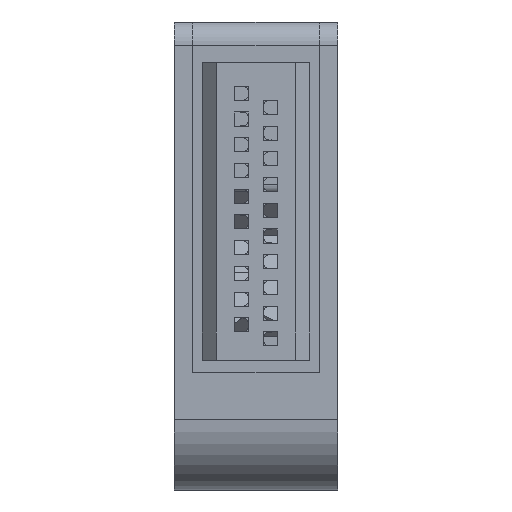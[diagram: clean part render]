
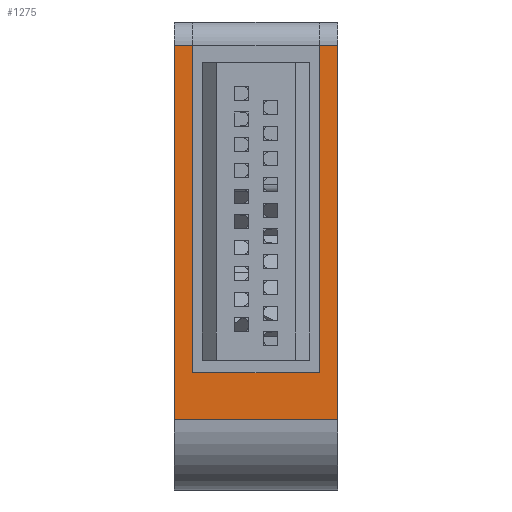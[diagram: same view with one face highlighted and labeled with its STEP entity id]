
A CAD part, left-side view. The second image highlights one B-rep face of the part: STEP entity #1275.
In plain terms, the highlighted planar face has unit normal (-1, 0, 0).
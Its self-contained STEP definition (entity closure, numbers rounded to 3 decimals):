
#53=DIRECTION('',(0.,0.,1.));
#54=VECTOR('',#53,8.);
#55=CARTESIAN_POINT('',(-5.,0.,-3.5));
#56=LINE('',#55,#54);
#90=DIRECTION('',(0.,0.,1.));
#91=VECTOR('',#90,8.);
#92=CARTESIAN_POINT('',(-5.,3.5,-3.5));
#93=LINE('',#92,#91);
#190=DIRECTION('',(0.,0.,1.));
#191=VECTOR('',#190,7.);
#192=CARTESIAN_POINT('',(-5.,0.4,-2.5));
#193=LINE('',#192,#191);
#194=DIRECTION('',(0.,1.,0.));
#195=VECTOR('',#194,0.4);
#196=CARTESIAN_POINT('',(-5.,0.,4.5));
#197=LINE('',#196,#195);
#198=DIRECTION('',(0.,0.,-1.));
#199=VECTOR('',#198,7.);
#200=CARTESIAN_POINT('',(-5.,3.1,4.5));
#201=LINE('',#200,#199);
#202=DIRECTION('',(0.,-1.,0.));
#203=VECTOR('',#202,2.7);
#204=CARTESIAN_POINT('',(-5.,3.1,-2.5));
#205=LINE('',#204,#203);
#206=DIRECTION('',(0.,-1.,0.));
#207=VECTOR('',#206,3.5);
#208=CARTESIAN_POINT('',(-5.,3.5,-3.5));
#209=LINE('',#208,#207);
#210=DIRECTION('',(0.,-1.,0.));
#211=VECTOR('',#210,0.4);
#212=CARTESIAN_POINT('',(-5.,3.5,4.5));
#213=LINE('',#212,#211);
#790=CARTESIAN_POINT('',(-5.,0.,-3.5));
#792=VERTEX_POINT('',#790);
#796=CARTESIAN_POINT('',(-5.,3.5,-3.5));
#797=VERTEX_POINT('',#796);
#934=CARTESIAN_POINT('',(-5.,3.5,4.5));
#936=VERTEX_POINT('',#934);
#939=CARTESIAN_POINT('',(-5.,0.,4.5));
#941=VERTEX_POINT('',#939);
#958=CARTESIAN_POINT('',(-5.,0.4,4.5));
#960=VERTEX_POINT('',#958);
#972=CARTESIAN_POINT('',(-5.,0.4,-2.5));
#973=VERTEX_POINT('',#972);
#975=CARTESIAN_POINT('',(-5.,3.1,4.5));
#977=VERTEX_POINT('',#975);
#988=CARTESIAN_POINT('',(-5.,3.1,-2.5));
#989=VERTEX_POINT('',#988);
#1258=CARTESIAN_POINT('',(-5.,0.,-5.));
#1259=DIRECTION('',(-1.,0.,0.));
#1260=DIRECTION('',(0.,0.,1.));
#1261=AXIS2_PLACEMENT_3D('',#1258,#1259,#1260);
#1262=PLANE('',#1261);
#1263=ORIENTED_EDGE('',*,*,#1179,.T.);
#1265=ORIENTED_EDGE('',*,*,#1264,.T.);
#1266=ORIENTED_EDGE('',*,*,#1234,.T.);
#1267=ORIENTED_EDGE('',*,*,#1250,.F.);
#1268=ORIENTED_EDGE('',*,*,#1025,.F.);
#1270=ORIENTED_EDGE('',*,*,#1269,.F.);
#1271=ORIENTED_EDGE('',*,*,#1077,.T.);
#1272=ORIENTED_EDGE('',*,*,#1139,.T.);
#1273=EDGE_LOOP('',(#1263,#1265,#1266,#1267,#1268,#1270,#1271,#1272));
#1274=FACE_OUTER_BOUND('',#1273,.F.);
#1275=ADVANCED_FACE('',(#1274),#1262,.T.);
#1025=EDGE_CURVE('',#792,#941,#56,.T.);
#1077=EDGE_CURVE('',#797,#936,#93,.T.);
#1139=EDGE_CURVE('',#936,#977,#213,.T.);
#1179=EDGE_CURVE('',#977,#989,#201,.T.);
#1234=EDGE_CURVE('',#973,#960,#193,.T.);
#1250=EDGE_CURVE('',#941,#960,#197,.T.);
#1264=EDGE_CURVE('',#989,#973,#205,.T.);
#1269=EDGE_CURVE('',#797,#792,#209,.T.);
